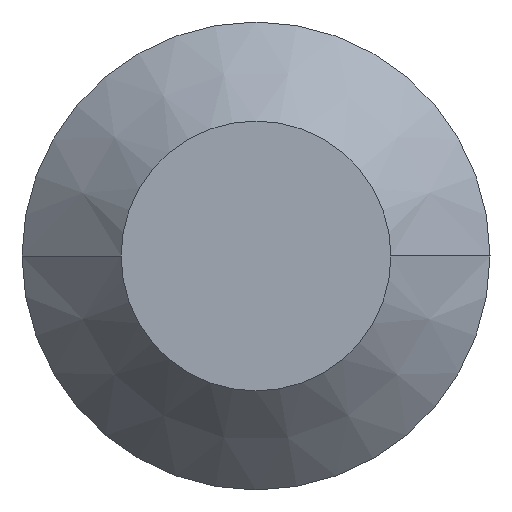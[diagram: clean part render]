
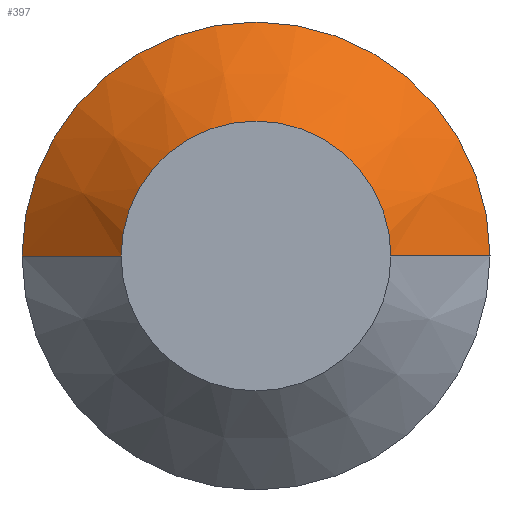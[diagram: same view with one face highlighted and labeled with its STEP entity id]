
A CAD part, left-side view. The second image highlights one B-rep face of the part: STEP entity #397.
In plain terms, the highlighted conical face has half-angle 45 degrees and reference radius 1.5 mm.
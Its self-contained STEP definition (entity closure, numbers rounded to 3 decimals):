
#2 = CARTESIAN_POINT ( 'NONE',  ( 0., 0., 0. ) ) ;
#4 = CARTESIAN_POINT ( 'NONE',  ( 0.635, -1.5, 0. ) ) ;
#34 = CARTESIAN_POINT ( 'NONE',  ( 0.635, 1.5, 0. ) ) ;
#39 = AXIS2_PLACEMENT_3D ( 'NONE', #399, #185, #115 ) ;
#67 = CARTESIAN_POINT ( 'NONE',  ( 0.635, 0., 0. ) ) ;
#95 = DIRECTION ( 'NONE',  ( 0., 1., 0. ) ) ;
#102 = DIRECTION ( 'NONE',  ( 0., 1., 0. ) ) ;
#104 = DIRECTION ( 'NONE',  ( 1., 0., 0. ) ) ;
#115 = DIRECTION ( 'NONE',  ( 0., 1., 0. ) ) ;
#125 = VERTEX_POINT ( 'NONE', #4 ) ;
#128 = LINE ( 'NONE', #34, #183 ) ;
#131 = CIRCLE ( 'NONE', #226, 0.865 ) ;
#132 = VERTEX_POINT ( 'NONE', #386 ) ;
#137 = DIRECTION ( 'NONE',  ( 0.707, -0.707, 0. ) ) ;
#155 = LINE ( 'NONE', #204, #221 ) ;
#162 = ORIENTED_EDGE ( 'NONE', *, *, #195, .T. ) ;
#169 = EDGE_CURVE ( 'NONE', #132, #125, #302, .T. ) ;
#175 = CONICAL_SURFACE ( 'NONE', #39, 1.5, 0.785 ) ;
#183 = VECTOR ( 'NONE', #417, 1000. ) ;
#185 = DIRECTION ( 'NONE',  ( 1., 0., 0. ) ) ;
#195 = EDGE_CURVE ( 'NONE', #356, #125, #155, .T. ) ;
#201 = EDGE_CURVE ( 'NONE', #341, #132, #128, .T. ) ;
#204 = CARTESIAN_POINT ( 'NONE',  ( 0.635, -1.5, 0. ) ) ;
#213 = CARTESIAN_POINT ( 'NONE',  ( 0., 0.865, 0. ) ) ;
#221 = VECTOR ( 'NONE', #137, 1000. ) ;
#223 = ORIENTED_EDGE ( 'NONE', *, *, #201, .F. ) ;
#224 = EDGE_CURVE ( 'NONE', #341, #356, #131, .T. ) ;
#226 = AXIS2_PLACEMENT_3D ( 'NONE', #2, #104, #95 ) ;
#240 = ORIENTED_EDGE ( 'NONE', *, *, #169, .F. ) ;
#263 = AXIS2_PLACEMENT_3D ( 'NONE', #67, #301, #102 ) ;
#282 = ORIENTED_EDGE ( 'NONE', *, *, #224, .T. ) ;
#301 = DIRECTION ( 'NONE',  ( 1., 0., 0. ) ) ;
#302 = CIRCLE ( 'NONE', #263, 1.5 ) ;
#313 = CARTESIAN_POINT ( 'NONE',  ( 0., -0.865, 0. ) ) ;
#334 = FACE_OUTER_BOUND ( 'NONE', #354, .T. ) ;
#341 = VERTEX_POINT ( 'NONE', #213 ) ;
#354 = EDGE_LOOP ( 'NONE', ( #282, #162, #240, #223 ) ) ;
#356 = VERTEX_POINT ( 'NONE', #313 ) ;
#386 = CARTESIAN_POINT ( 'NONE',  ( 0.635, 1.5, 0. ) ) ;
#397 = ADVANCED_FACE ( 'NONE', ( #334 ), #175, .T. ) ;
#399 = CARTESIAN_POINT ( 'NONE',  ( 0.635, 0., 0. ) ) ;
#417 = DIRECTION ( 'NONE',  ( 0.707, 0.707, 0. ) ) ;
